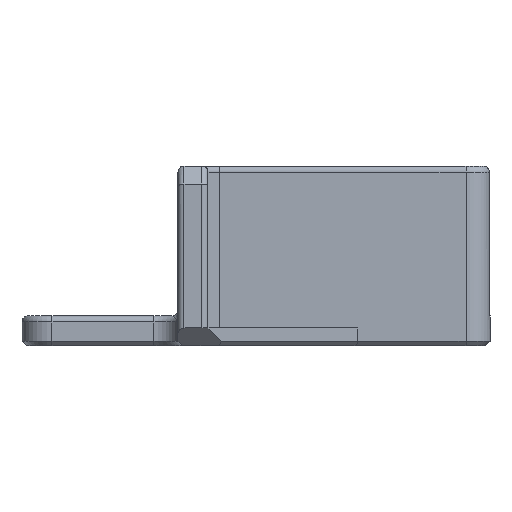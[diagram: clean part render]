
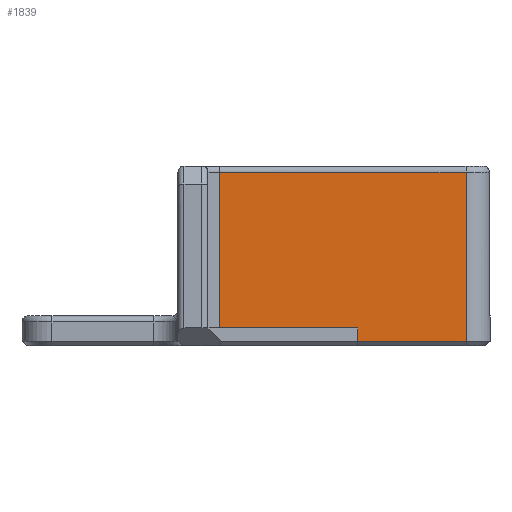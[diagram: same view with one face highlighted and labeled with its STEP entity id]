
A CAD part, left-side view. The second image highlights one B-rep face of the part: STEP entity #1839.
In plain terms, the highlighted planar face has unit normal (-1, 0, 0).
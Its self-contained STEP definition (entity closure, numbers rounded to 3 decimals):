
#228=FACE_OUTER_BOUND('',#342,.T.);
#342=EDGE_LOOP('',(#1289,#1290,#1291,#1292,#1293,#1294));
#487=LINE('',#2792,#650);
#494=LINE('',#2809,#657);
#496=LINE('',#2813,#659);
#497=LINE('',#2815,#660);
#498=LINE('',#2817,#661);
#499=LINE('',#2818,#662);
#650=VECTOR('',#2225,10.);
#657=VECTOR('',#2238,10.);
#659=VECTOR('',#2242,10.);
#660=VECTOR('',#2243,10.);
#661=VECTOR('',#2244,10.);
#662=VECTOR('',#2245,10.);
#782=VERTEX_POINT('',#2713);
#808=VERTEX_POINT('',#2785);
#816=VERTEX_POINT('',#2808);
#817=VERTEX_POINT('',#2812);
#818=VERTEX_POINT('',#2814);
#819=VERTEX_POINT('',#2816);
#987=EDGE_CURVE('',#808,#782,#487,.T.);
#995=EDGE_CURVE('',#816,#782,#494,.T.);
#997=EDGE_CURVE('',#817,#808,#496,.T.);
#998=EDGE_CURVE('',#818,#817,#497,.T.);
#999=EDGE_CURVE('',#819,#818,#498,.T.);
#1000=EDGE_CURVE('',#819,#816,#499,.T.);
#1289=ORIENTED_EDGE('',*,*,#987,.F.);
#1290=ORIENTED_EDGE('',*,*,#997,.F.);
#1291=ORIENTED_EDGE('',*,*,#998,.F.);
#1292=ORIENTED_EDGE('',*,*,#999,.F.);
#1293=ORIENTED_EDGE('',*,*,#1000,.T.);
#1294=ORIENTED_EDGE('',*,*,#995,.T.);
#1790=PLANE('',#1976);
#1839=ADVANCED_FACE('',(#228),#1790,.T.);
#1976=AXIS2_PLACEMENT_3D('',#2811,#2240,#2241);
#2225=DIRECTION('',(0.,1.,0.));
#2238=DIRECTION('',(0.,0.,-1.));
#2240=DIRECTION('center_axis',(-1.,0.,0.));
#2241=DIRECTION('ref_axis',(0.,1.,0.));
#2242=DIRECTION('',(0.,0.,-1.));
#2243=DIRECTION('',(0.,-1.,0.));
#2244=DIRECTION('',(0.,0.,1.));
#2245=DIRECTION('',(0.,-1.,0.));
#2713=CARTESIAN_POINT('',(-55.5,7.5,-4.2));
#2785=CARTESIAN_POINT('',(-55.5,-10.5,-4.2));
#2792=CARTESIAN_POINT('',(-55.5,5.,-4.2));
#2808=CARTESIAN_POINT('',(-55.5,7.5,-2.));
#2809=CARTESIAN_POINT('',(-55.5,7.5,-2.5));
#2811=CARTESIAN_POINT('Origin',(-55.5,-14.5,0.));
#2812=CARTESIAN_POINT('',(-55.5,-10.5,24.));
#2813=CARTESIAN_POINT('',(-55.5,-10.5,0.));
#2814=CARTESIAN_POINT('',(-55.5,30.5,24.));
#2815=CARTESIAN_POINT('',(-55.5,-1.5,24.));
#2816=CARTESIAN_POINT('',(-55.5,30.5,-2.));
#2817=CARTESIAN_POINT('',(-55.5,30.5,12.5));
#2818=CARTESIAN_POINT('',(-55.5,2.75,-2.));
